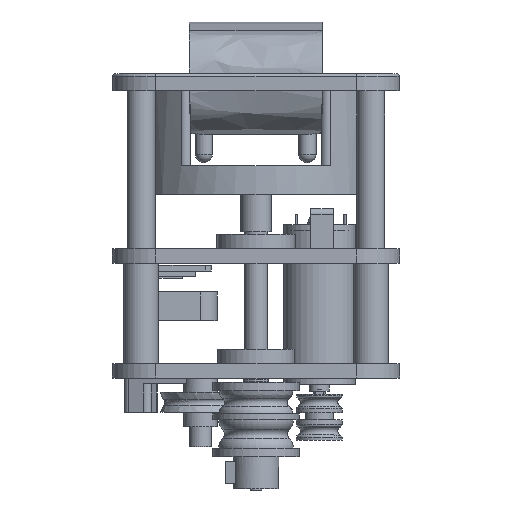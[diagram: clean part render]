
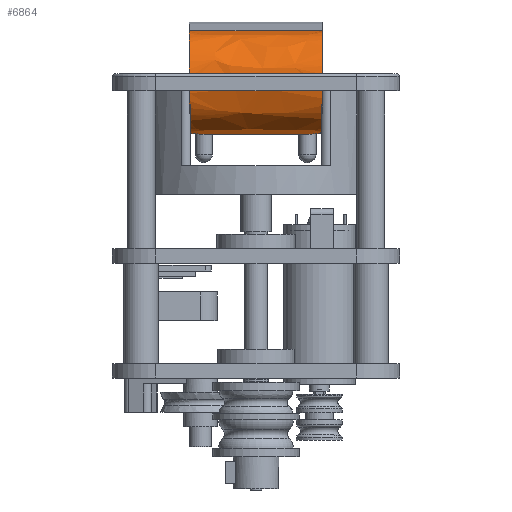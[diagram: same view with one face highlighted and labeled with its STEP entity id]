
A CAD part, front view. The second image highlights one B-rep face of the part: STEP entity #6864.
In plain terms, the highlighted free-form (B-spline) face has degree [1, 2] with [2, 5] control points.
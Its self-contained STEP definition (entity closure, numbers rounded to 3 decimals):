
#40=ELLIPSE('',#7903,18.008,16.408);
#43=ELLIPSE('',#7954,18.008,16.408);
#54=(
BOUNDED_SURFACE()
B_SPLINE_SURFACE(1,2,((#13500,#13501,#13502,#13503,#13504),(#13505,#13506,
#13507,#13508,#13509)),.UNSPECIFIED.,.F.,.F.,.F.)
B_SPLINE_SURFACE_WITH_KNOTS((2,2),(3,2,3),(-2.532,0.033),
(-3.087,-1.543,0.),
 .UNSPECIFIED.)
GEOMETRIC_REPRESENTATION_ITEM()
RATIONAL_B_SPLINE_SURFACE(((1.,0.717,1.,0.717,1.),
(1.,0.717,1.,0.717,1.)))
REPRESENTATION_ITEM('')
SURFACE()
);
#93=B_SPLINE_CURVE_WITH_KNOTS('',3,(#13515,#13516,#13517,#13518,#13519,
#13520,#13521,#13522,#13523,#13524),.UNSPECIFIED.,.F.,.F.,(4,2,2,2,4),(3.145,
3.334,3.522,3.715,3.908),
 .UNSPECIFIED.);
#94=B_SPLINE_CURVE_WITH_KNOTS('',3,(#13528,#13529,#13530,#13531,#13532,
#13533,#13534,#13535,#13536,#13537),.UNSPECIFIED.,.F.,.F.,(4,2,2,2,4),(0.81,
1.003,1.196,1.384,1.573),
 .UNSPECIFIED.);
#792=LINE('',#13463,#1221);
#793=LINE('',#13465,#1222);
#794=LINE('',#13467,#1223);
#795=LINE('',#13469,#1224);
#796=LINE('',#13470,#1225);
#805=LINE('',#13513,#1234);
#806=LINE('',#13526,#1235);
#807=LINE('',#13538,#1236);
#1221=VECTOR('',#9795,10.);
#1222=VECTOR('',#9796,10.);
#1223=VECTOR('',#9797,10.);
#1224=VECTOR('',#9798,10.);
#1225=VECTOR('',#9799,10.);
#1234=VECTOR('',#9840,10.);
#1235=VECTOR('',#9841,10.);
#1236=VECTOR('',#9842,10.);
#1919=FACE_OUTER_BOUND('',#2429,.T.);
#2429=EDGE_LOOP('',(#5789,#5790,#5791,#5792,#5793,#5794,#5795,#5796,#5797,
#5798,#5799,#5800));
#3364=VERTEX_POINT('',#13310);
#3365=VERTEX_POINT('',#13312);
#3405=VERTEX_POINT('',#13460);
#3406=VERTEX_POINT('',#13462);
#3407=VERTEX_POINT('',#13464);
#3408=VERTEX_POINT('',#13466);
#3409=VERTEX_POINT('',#13468);
#3416=VERTEX_POINT('',#13510);
#3417=VERTEX_POINT('',#13512);
#3418=VERTEX_POINT('',#13514);
#3419=VERTEX_POINT('',#13525);
#3420=VERTEX_POINT('',#13527);
#4168=EDGE_CURVE('',#3365,#3364,#40,.T.);
#4221=EDGE_CURVE('',#3406,#3405,#792,.T.);
#4222=EDGE_CURVE('',#3407,#3406,#793,.T.);
#4223=EDGE_CURVE('',#3408,#3407,#794,.T.);
#4224=EDGE_CURVE('',#3409,#3408,#795,.T.);
#4225=EDGE_CURVE('',#3409,#3364,#796,.T.);
#4241=EDGE_CURVE('',#3405,#3416,#43,.T.);
#4242=EDGE_CURVE('',#3417,#3416,#805,.T.);
#4243=EDGE_CURVE('',#3418,#3417,#93,.T.);
#4244=EDGE_CURVE('',#3419,#3418,#806,.T.);
#4245=EDGE_CURVE('',#3420,#3419,#94,.T.);
#4246=EDGE_CURVE('',#3420,#3365,#807,.T.);
#5789=ORIENTED_EDGE('',*,*,#4223,.T.);
#5790=ORIENTED_EDGE('',*,*,#4222,.T.);
#5791=ORIENTED_EDGE('',*,*,#4221,.T.);
#5792=ORIENTED_EDGE('',*,*,#4241,.T.);
#5793=ORIENTED_EDGE('',*,*,#4242,.F.);
#5794=ORIENTED_EDGE('',*,*,#4243,.F.);
#5795=ORIENTED_EDGE('',*,*,#4244,.F.);
#5796=ORIENTED_EDGE('',*,*,#4245,.F.);
#5797=ORIENTED_EDGE('',*,*,#4246,.T.);
#5798=ORIENTED_EDGE('',*,*,#4168,.T.);
#5799=ORIENTED_EDGE('',*,*,#4225,.F.);
#5800=ORIENTED_EDGE('',*,*,#4224,.T.);
#6864=ADVANCED_FACE('',(#1919),#54,.F.);
#7903=AXIS2_PLACEMENT_3D('',#13313,#9702,#9703);
#7954=AXIS2_PLACEMENT_3D('',#13511,#9838,#9839);
#9702=DIRECTION('center_axis',(-1.,0.,0.));
#9703=DIRECTION('ref_axis',(0.,0.,-1.));
#9795=DIRECTION('',(-1.,0.,0.));
#9796=DIRECTION('',(-1.,0.,0.));
#9797=DIRECTION('',(-1.,0.,0.));
#9798=DIRECTION('',(-1.,0.,0.));
#9799=DIRECTION('',(1.,0.,0.));
#9838=DIRECTION('center_axis',(1.,0.,0.));
#9839=DIRECTION('ref_axis',(0.,0.,-1.));
#9840=DIRECTION('',(-1.,0.,0.));
#9841=DIRECTION('',(-1.,0.,0.));
#9842=DIRECTION('',(1.,0.,0.));
#13310=CARTESIAN_POINT('',(12.9,-294.623,108.973));
#13312=CARTESIAN_POINT('',(12.9,-298.723,73.841));
#13313=CARTESIAN_POINT('Origin',(12.9,-293.723,90.992));
#13460=CARTESIAN_POINT('',(-33.3,-294.623,108.973));
#13462=CARTESIAN_POINT('',(-33.2,-294.623,108.973));
#13463=CARTESIAN_POINT('',(-22.7,-294.623,108.973));
#13464=CARTESIAN_POINT('',(-22.7,-294.623,108.973));
#13465=CARTESIAN_POINT('',(-27.7,-294.623,108.973));
#13466=CARTESIAN_POINT('',(2.3,-294.623,108.973));
#13467=CARTESIAN_POINT('',(-33.4,-294.623,108.973));
#13468=CARTESIAN_POINT('',(12.8,-294.623,108.973));
#13469=CARTESIAN_POINT('',(7.3,-294.623,108.973));
#13470=CARTESIAN_POINT('',(2.3,-294.623,108.973));
#13500=CARTESIAN_POINT('Ctrl Pts',(-33.3,-294.623,
108.973));
#13501=CARTESIAN_POINT('Ctrl Pts',(-33.3,-310.563,
108.012));
#13502=CARTESIAN_POINT('Ctrl Pts',(-33.3,-310.125,
90.498));
#13503=CARTESIAN_POINT('Ctrl Pts',(-33.3,-309.687,
72.985));
#13504=CARTESIAN_POINT('Ctrl Pts',(-33.3,-293.723,
72.985));
#13505=CARTESIAN_POINT('Ctrl Pts',(12.9,-294.623,108.973));
#13506=CARTESIAN_POINT('Ctrl Pts',(12.9,-310.563,108.012));
#13507=CARTESIAN_POINT('Ctrl Pts',(12.9,-310.125,90.498));
#13508=CARTESIAN_POINT('Ctrl Pts',(12.9,-309.687,72.985));
#13509=CARTESIAN_POINT('Ctrl Pts',(12.9,-293.723,72.985));
#13510=CARTESIAN_POINT('',(-33.3,-298.723,73.841));
#13511=CARTESIAN_POINT('Origin',(-33.3,-293.723,90.992));
#13512=CARTESIAN_POINT('',(-33.2,-298.723,73.841));
#13513=CARTESIAN_POINT('',(-33.2,-298.723,73.841));
#13514=CARTESIAN_POINT('',(-28.2,-293.723,72.985));
#13515=CARTESIAN_POINT('Ctrl Pts',(-28.2,-293.723,
72.985));
#13516=CARTESIAN_POINT('Ctrl Pts',(-28.828,-293.723,
72.985));
#13517=CARTESIAN_POINT('Ctrl Pts',(-29.498,-293.848,
72.983));
#13518=CARTESIAN_POINT('Ctrl Pts',(-30.73,-294.359,
72.996));
#13519=CARTESIAN_POINT('Ctrl Pts',(-31.292,-294.744,
73.013));
#13520=CARTESIAN_POINT('Ctrl Pts',(-32.189,-295.641,
73.101));
#13521=CARTESIAN_POINT('Ctrl Pts',(-32.577,-296.215,
73.18));
#13522=CARTESIAN_POINT('Ctrl Pts',(-33.082,-297.452,
73.443));
#13523=CARTESIAN_POINT('Ctrl Pts',(-33.2,-298.116,73.628));
#13524=CARTESIAN_POINT('Ctrl Pts',(-33.2,-298.723,
73.841));
#13525=CARTESIAN_POINT('',(7.8,-293.723,72.985));
#13526=CARTESIAN_POINT('',(-32.7,-293.723,72.985));
#13527=CARTESIAN_POINT('',(12.8,-298.723,73.841));
#13528=CARTESIAN_POINT('Ctrl Pts',(12.8,-298.723,73.841));
#13529=CARTESIAN_POINT('Ctrl Pts',(12.8,-298.116,73.628));
#13530=CARTESIAN_POINT('Ctrl Pts',(12.682,-297.452,73.443));
#13531=CARTESIAN_POINT('Ctrl Pts',(12.177,-296.214,73.18));
#13532=CARTESIAN_POINT('Ctrl Pts',(11.789,-295.641,73.101));
#13533=CARTESIAN_POINT('Ctrl Pts',(10.892,-294.744,73.013));
#13534=CARTESIAN_POINT('Ctrl Pts',(10.33,-294.359,72.996));
#13535=CARTESIAN_POINT('Ctrl Pts',(9.098,-293.848,72.983));
#13536=CARTESIAN_POINT('Ctrl Pts',(8.428,-293.723,72.985));
#13537=CARTESIAN_POINT('Ctrl Pts',(7.8,-293.723,72.985));
#13538=CARTESIAN_POINT('',(12.8,-298.723,73.841));
